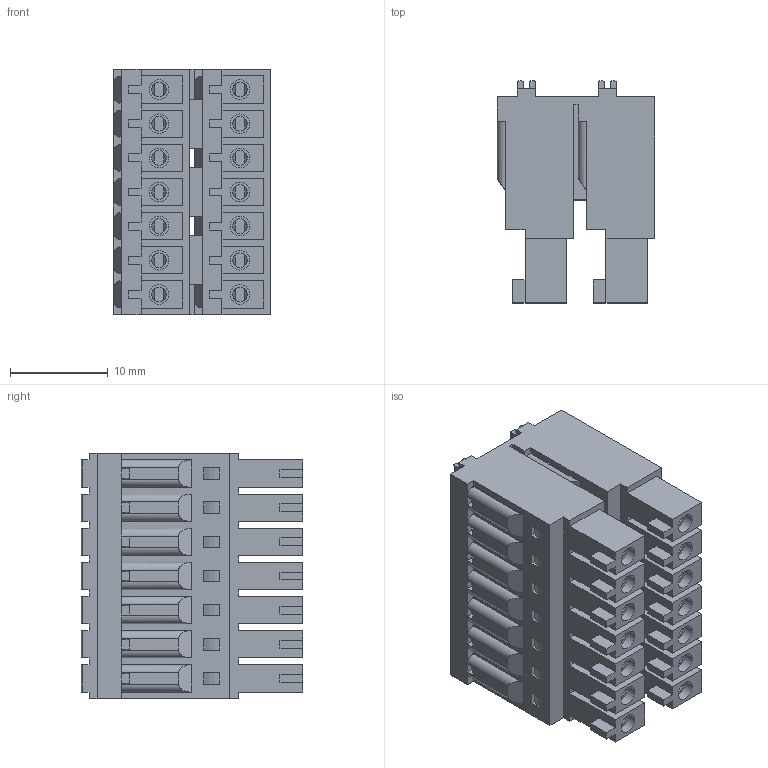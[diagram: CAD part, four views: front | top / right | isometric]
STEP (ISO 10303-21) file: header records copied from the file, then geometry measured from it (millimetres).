
FILE_DESCRIPTION((''),'2;1');
FILE_NAME('_1400','2023-06-10T15:15:32',('20191118'),(''),'CREO PARAMETRIC BY PTC INC, 2021023','CREO PARAMETRIC BY PTC INC, 2021023','');
FILE_SCHEMA(('AUTOMOTIVE_DESIGN { 1 0 10303 214 1 1 1 1 }'));
Products named in the file (1): _1400
Bounding box: 16.12 x 22.73 x 25.2 mm (x, y, z)
Volume: 5377 mm3; surface area: 6953.8 mm2
Topology: 1 solids, 1 shells, 2132 faces, 5765 edges, 3802 vertices
Faces by surface type: plane 1838, cylinder 294
Entity records: 90161 total; most frequent: CARTESIAN_POINT 14405, ORIENTED_EDGE 11530, DIRECTION 10328, PRESENTATION_STYLE_ASSIGNMENT 6359, STYLED_ITEM 5767, CURVE_STYLE 5765, EDGE_CURVE 5765, VECTOR 5112
